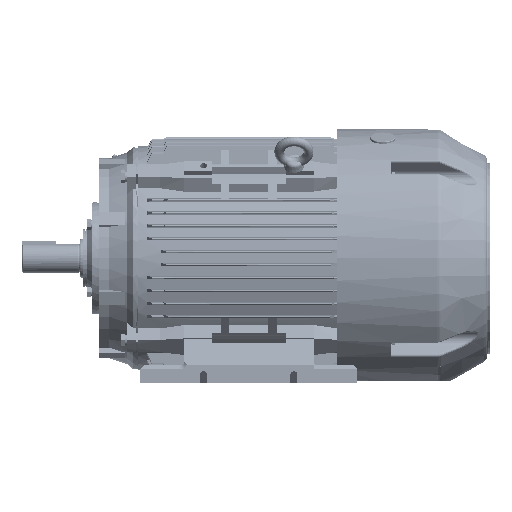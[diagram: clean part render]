
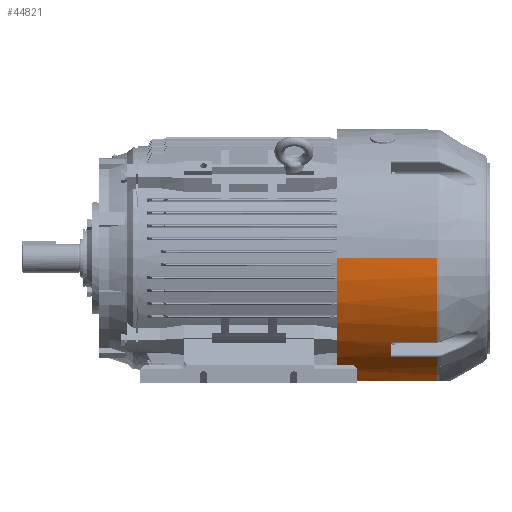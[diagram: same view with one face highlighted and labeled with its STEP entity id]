
A CAD part, front view. The second image highlights one B-rep face of the part: STEP entity #44821.
In plain terms, the highlighted cylindrical face has radius 184.5 mm (diameter 369 mm), a partial arc.
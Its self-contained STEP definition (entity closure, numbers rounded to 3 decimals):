
#23967 = CARTESIAN_POINT ( 'NONE',  ( 143.905, -140.797, 119.233 ) ) ;
#24084 = DIRECTION ( 'NONE',  ( -1., 0., 0. ) ) ;
#24085 = CARTESIAN_POINT ( 'NONE',  ( 0., -140.797, 119.233 ) ) ;
#24086 = LINE ( 'NONE', #24085, #24203 ) ;
#24089 = CARTESIAN_POINT ( 'NONE',  ( 78., -140.797, 119.233 ) ) ;
#24203 = VECTOR ( 'NONE', #24084, 1000. ) ;
#44708 = VERTEX_POINT ( 'NONE', #97813 ) ;
#44794 = EDGE_CURVE ( 'NONE', #44795, #44873, #98459, .T. ) ;
#44795 = VERTEX_POINT ( 'NONE', #98453 ) ;
#44821 = ADVANCED_FACE ( 'NONE', ( #98479 ), #98477, .T. ) ;
#44822 = EDGE_LOOP ( 'NONE', ( #44824, #44856, #44858, #44864, #44870, #44875, #44910, #44913, #44916, #44838 ) ) ;
#44824 = ORIENTED_EDGE ( 'NONE', *, *, #44825, .T. ) ;
#44825 = EDGE_CURVE ( 'NONE', #44826, #44831, #98472, .T. ) ;
#44826 = VERTEX_POINT ( 'NONE', #98579 ) ;
#44829 = EDGE_CURVE ( 'NONE', #44831, #44708, #98577, .T. ) ;
#44831 = VERTEX_POINT ( 'NONE', #98572 ) ;
#44834 = EDGE_CURVE ( 'NONE', #158028, #44836, #98560, .T. ) ;
#44836 = VERTEX_POINT ( 'NONE', #98554 ) ;
#44838 = ORIENTED_EDGE ( 'NONE', *, *, #44840, .T. ) ;
#44840 = EDGE_CURVE ( 'NONE', #44836, #44826, #98530, .T. ) ;
#44856 = ORIENTED_EDGE ( 'NONE', *, *, #44829, .T. ) ;
#44858 = ORIENTED_EDGE ( 'NONE', *, *, #44860, .F. ) ;
#44860 = EDGE_CURVE ( 'NONE', #44862, #44708, #98672, .T. ) ;
#44862 = VERTEX_POINT ( 'NONE', #98764 ) ;
#44864 = ORIENTED_EDGE ( 'NONE', *, *, #44866, .T. ) ;
#44866 = EDGE_CURVE ( 'NONE', #44862, #44867, #98752, .T. ) ;
#44867 = VERTEX_POINT ( 'NONE', #98751 ) ;
#44870 = ORIENTED_EDGE ( 'NONE', *, *, #44872, .F. ) ;
#44872 = EDGE_CURVE ( 'NONE', #44873, #44867, #98826, .T. ) ;
#44873 = VERTEX_POINT ( 'NONE', #98821 ) ;
#44875 = ORIENTED_EDGE ( 'NONE', *, *, #44794, .F. ) ;
#44910 = ORIENTED_EDGE ( 'NONE', *, *, #44911, .T. ) ;
#44911 = EDGE_CURVE ( 'NONE', #44795, #157981, #98928, .T. ) ;
#44913 = ORIENTED_EDGE ( 'NONE', *, *, #158032, .T. ) ;
#44916 = ORIENTED_EDGE ( 'NONE', *, *, #44834, .T. ) ;
#97813 = CARTESIAN_POINT ( 'NONE',  ( 0., 0., 184.5 ) ) ;
#98453 = CARTESIAN_POINT ( 'NONE',  ( 143.905, -175., 58.44 ) ) ;
#98455 = DIRECTION ( 'NONE',  ( -1., 0., 0. ) ) ;
#98457 = VECTOR ( 'NONE', #98455, 1000. ) ;
#98458 = CARTESIAN_POINT ( 'NONE',  ( 219., -175., 58.44 ) ) ;
#98459 = LINE ( 'NONE', #98458, #98457 ) ;
#98468 = DIRECTION ( 'NONE',  ( 0., 0., 1. ) ) ;
#98470 = DIRECTION ( 'NONE',  ( -1., 0., 0. ) ) ;
#98471 = AXIS2_PLACEMENT_3D ( 'NONE', #98486, #98470, #98468 ) ;
#98472 = CIRCLE ( 'NONE', #98584, 184.5 ) ;
#98477 = CYLINDRICAL_SURFACE ( 'NONE', #98471, 184.5 ) ;
#98479 = FACE_OUTER_BOUND ( 'NONE', #44822, .T. ) ;
#98486 = CARTESIAN_POINT ( 'NONE',  ( 0., 0., 0. ) ) ;
#98530 = LINE ( 'NONE', #98548, #98546 ) ;
#98545 = DIRECTION ( 'NONE',  ( 1., 0., 0. ) ) ;
#98546 = VECTOR ( 'NONE', #98545, 1000. ) ;
#98548 = CARTESIAN_POINT ( 'NONE',  ( 0., -119.233, 140.797 ) ) ;
#98554 = CARTESIAN_POINT ( 'NONE',  ( 78., -119.233, 140.797 ) ) ;
#98556 = DIRECTION ( 'NONE',  ( 0., 0., 1. ) ) ;
#98557 = DIRECTION ( 'NONE',  ( -1., 0., 0. ) ) ;
#98558 = CARTESIAN_POINT ( 'NONE',  ( 78., 0., 0. ) ) ;
#98559 = AXIS2_PLACEMENT_3D ( 'NONE', #98558, #98557, #98556 ) ;
#98560 = CIRCLE ( 'NONE', #98559, 184.5 ) ;
#98572 = CARTESIAN_POINT ( 'NONE',  ( 143.905, 0., 184.5 ) ) ;
#98574 = DIRECTION ( 'NONE',  ( -1., 0., 0. ) ) ;
#98575 = VECTOR ( 'NONE', #98574, 1000. ) ;
#98576 = CARTESIAN_POINT ( 'NONE',  ( 0., 0., 184.5 ) ) ;
#98577 = LINE ( 'NONE', #98576, #98575 ) ;
#98579 = CARTESIAN_POINT ( 'NONE',  ( 143.905, -119.233, 140.797 ) ) ;
#98580 = DIRECTION ( 'NONE',  ( 0., 0., 1. ) ) ;
#98582 = DIRECTION ( 'NONE',  ( -1., 0., 0. ) ) ;
#98583 = CARTESIAN_POINT ( 'NONE',  ( 143.905, 0., 0. ) ) ;
#98584 = AXIS2_PLACEMENT_3D ( 'NONE', #98583, #98582, #98580 ) ;
#98667 = DIRECTION ( 'NONE',  ( -1., 0., 0. ) ) ;
#98669 = CARTESIAN_POINT ( 'NONE',  ( 0., 0., 0. ) ) ;
#98670 = AXIS2_PLACEMENT_3D ( 'NONE', #98669, #98667, #98767 ) ;
#98672 = CIRCLE ( 'NONE', #98670, 184.5 ) ;
#98728 = CARTESIAN_POINT ( 'NONE',  ( 5., -175., 58.44 ) ) ;
#98729 = CARTESIAN_POINT ( 'NONE',  ( 4.659, -175., 58.44 ) ) ;
#98730 = CARTESIAN_POINT ( 'NONE',  ( 4.319, -174.988, 58.475 ) ) ;
#98731 = CARTESIAN_POINT ( 'NONE',  ( 3.658, -174.943, 58.612 ) ) ;
#98732 = CARTESIAN_POINT ( 'NONE',  ( 3.339, -174.909, 58.712 ) ) ;
#98733 = CARTESIAN_POINT ( 'NONE',  ( 2.727, -174.821, 58.974 ) ) ;
#98734 = CARTESIAN_POINT ( 'NONE',  ( 2.43, -174.765, 59.139 ) ) ;
#98735 = CARTESIAN_POINT ( 'NONE',  ( 1.887, -174.638, 59.514 ) ) ;
#98736 = CARTESIAN_POINT ( 'NONE',  ( 1.637, -174.566, 59.725 ) ) ;
#98737 = CARTESIAN_POINT ( 'NONE',  ( 1.295, -174.444, 60.078 ) ) ;
#98738 = CARTESIAN_POINT ( 'NONE',  ( 1.186, -174.402, 60.203 ) ) ;
#98739 = CARTESIAN_POINT ( 'NONE',  ( 0.983, -174.313, 60.458 ) ) ;
#98740 = CARTESIAN_POINT ( 'NONE',  ( 0.889, -174.268, 60.59 ) ) ;
#98741 = CARTESIAN_POINT ( 'NONE',  ( 0.627, -174.126, 60.995 ) ) ;
#98742 = CARTESIAN_POINT ( 'NONE',  ( 0.48, -174.026, 61.279 ) ) ;
#98743 = CARTESIAN_POINT ( 'NONE',  ( 0.24, -173.815, 61.877 ) ) ;
#98744 = CARTESIAN_POINT ( 'NONE',  ( 0.15, -173.705, 62.185 ) ) ;
#98745 = CARTESIAN_POINT ( 'NONE',  ( 0.03, -173.481, 62.806 ) ) ;
#98749 = CARTESIAN_POINT ( 'NONE',  ( 0., -173.367, 63.121 ) ) ;
#98750 = CARTESIAN_POINT ( 'NONE',  ( 0., -173.25, 63.44 ) ) ;
#98751 = CARTESIAN_POINT ( 'NONE',  ( 5., -175., 58.44 ) ) ;
#98752 = B_SPLINE_CURVE_WITH_KNOTS ( 'NONE', 3,
 ( #98750, #98749, #98745, #98744, #98743, #98742, #98741, #98740, #98739, #98738, #98737, #98736, #98735, #98734, #98733, #98732, #98731, #98730, #98729, #98728 ),
 .UNSPECIFIED., .F., .F.,
 ( 4, 2, 2, 2, 2, 2, 2, 2, 2, 4 ),
 ( 0., 0.001, 0.002, 0.003, 0.004, 0.004, 0.005, 0.006, 0.007, 0.008 ),
 .UNSPECIFIED. ) ;
#98764 = CARTESIAN_POINT ( 'NONE',  ( 0., -173.25, 63.44 ) ) ;
#98767 = DIRECTION ( 'NONE',  ( 0., 0., 1. ) ) ;
#98821 = CARTESIAN_POINT ( 'NONE',  ( 65., -175., 58.44 ) ) ;
#98823 = DIRECTION ( 'NONE',  ( -1., 0., 0. ) ) ;
#98824 = VECTOR ( 'NONE', #98823, 1000. ) ;
#98825 = CARTESIAN_POINT ( 'NONE',  ( 75., -175., 58.44 ) ) ;
#98826 = LINE ( 'NONE', #98825, #98824 ) ;
#98923 = DIRECTION ( 'NONE',  ( 0., 0., 1. ) ) ;
#98925 = DIRECTION ( 'NONE',  ( -1., 0., 0. ) ) ;
#98926 = CARTESIAN_POINT ( 'NONE',  ( 143.905, 0., 0. ) ) ;
#98927 = AXIS2_PLACEMENT_3D ( 'NONE', #98926, #98925, #98923 ) ;
#98928 = CIRCLE ( 'NONE', #98927, 184.5 ) ;
#157981 = VERTEX_POINT ( 'NONE', #23967 ) ;
#158028 = VERTEX_POINT ( 'NONE', #24089 ) ;
#158032 = EDGE_CURVE ( 'NONE', #157981, #158028, #24086, .T. ) ;
